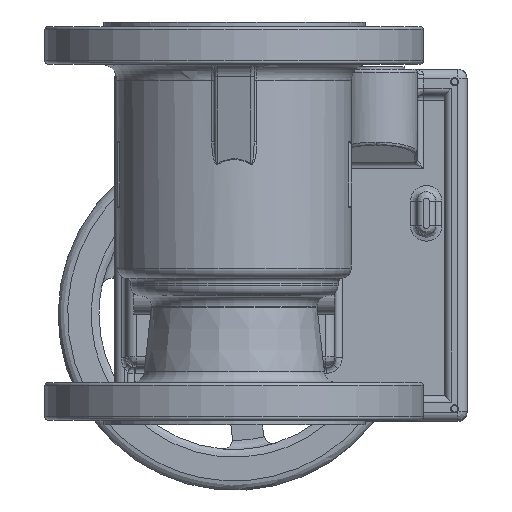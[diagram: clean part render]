
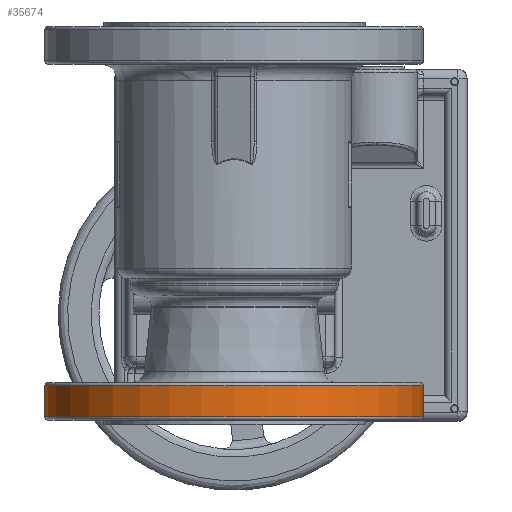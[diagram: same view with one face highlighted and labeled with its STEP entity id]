
A CAD part, front view. The second image highlights one B-rep face of the part: STEP entity #35674.
In plain terms, the highlighted cylindrical face has radius 95.529 mm (diameter 191.059 mm), a partial arc.
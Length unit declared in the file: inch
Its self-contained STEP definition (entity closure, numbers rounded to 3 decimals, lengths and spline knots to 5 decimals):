
#122 = VERTEX_POINT ( 'NONE', #3861 ) ;
#673 = DIRECTION ( 'NONE',  ( 1., 0., 0. ) ) ;
#697 = LINE ( 'NONE', #34777, #17388 ) ;
#913 = CARTESIAN_POINT ( 'NONE',  ( 3.761, 0., -4.2855 ) ) ;
#2889 = ORIENTED_EDGE ( 'NONE', *, *, #42060, .T. ) ;
#3861 = CARTESIAN_POINT ( 'NONE',  ( 3.761, 0., -3.6655 ) ) ;
#4018 = CYLINDRICAL_SURFACE ( 'NONE', #32846, 3.761 ) ;
#4381 = CIRCLE ( 'NONE', #19139, 3.761 ) ;
#4532 = AXIS2_PLACEMENT_3D ( 'NONE', #40587, #20639, #673 ) ;
#7401 = EDGE_CURVE ( 'NONE', #122, #27019, #42823, .T. ) ;
#8617 = DIRECTION ( 'NONE',  ( 0., 0., -1. ) ) ;
#8636 = DIRECTION ( 'NONE',  ( 0., 0., 1. ) ) ;
#16320 = CARTESIAN_POINT ( 'NONE',  ( 0., 0., 0. ) ) ;
#16648 = EDGE_LOOP ( 'NONE', ( #40750, #27863, #37785, #2889 ) ) ;
#17388 = VECTOR ( 'NONE', #8617, 39.37008 ) ;
#19139 = AXIS2_PLACEMENT_3D ( 'NONE', #28582, #8636, #31889 ) ;
#20619 = VERTEX_POINT ( 'NONE', #38876 ) ;
#20639 = DIRECTION ( 'NONE',  ( 0., 0., -1. ) ) ;
#22320 = VERTEX_POINT ( 'NONE', #913 ) ;
#23226 = CARTESIAN_POINT ( 'NONE',  ( -3.761, 0., 0. ) ) ;
#25999 = EDGE_CURVE ( 'NONE', #122, #22320, #697, .T. ) ;
#26594 = DIRECTION ( 'NONE',  ( 0., 0., -1. ) ) ;
#27019 = VERTEX_POINT ( 'NONE', #32753 ) ;
#27863 = ORIENTED_EDGE ( 'NONE', *, *, #7401, .T. ) ;
#28582 = CARTESIAN_POINT ( 'NONE',  ( 0., 0., -4.2855 ) ) ;
#29575 = VECTOR ( 'NONE', #26594, 39.37008 ) ;
#30578 = FACE_OUTER_BOUND ( 'NONE', #16648, .T. ) ;
#31889 = DIRECTION ( 'NONE',  ( -1., 0., 0. ) ) ;
#32753 = CARTESIAN_POINT ( 'NONE',  ( -3.761, 0., -3.6655 ) ) ;
#32846 = AXIS2_PLACEMENT_3D ( 'NONE', #16320, #39455, #36219 ) ;
#34777 = CARTESIAN_POINT ( 'NONE',  ( 3.761, 0., 0. ) ) ;
#35674 = ADVANCED_FACE ( 'NONE', ( #30578 ), #4018, .T. ) ;
#36219 = DIRECTION ( 'NONE',  ( -1., 0., 0. ) ) ;
#37785 = ORIENTED_EDGE ( 'NONE', *, *, #38995, .T. ) ;
#38876 = CARTESIAN_POINT ( 'NONE',  ( -3.761, 0., -4.2855 ) ) ;
#38995 = EDGE_CURVE ( 'NONE', #27019, #20619, #42062, .T. ) ;
#39455 = DIRECTION ( 'NONE',  ( 0., 0., -1. ) ) ;
#40587 = CARTESIAN_POINT ( 'NONE',  ( 0., 0., -3.6655 ) ) ;
#40750 = ORIENTED_EDGE ( 'NONE', *, *, #25999, .F. ) ;
#42060 = EDGE_CURVE ( 'NONE', #20619, #22320, #4381, .T. ) ;
#42062 = LINE ( 'NONE', #23226, #29575 ) ;
#42823 = CIRCLE ( 'NONE', #4532, 3.761 ) ;
